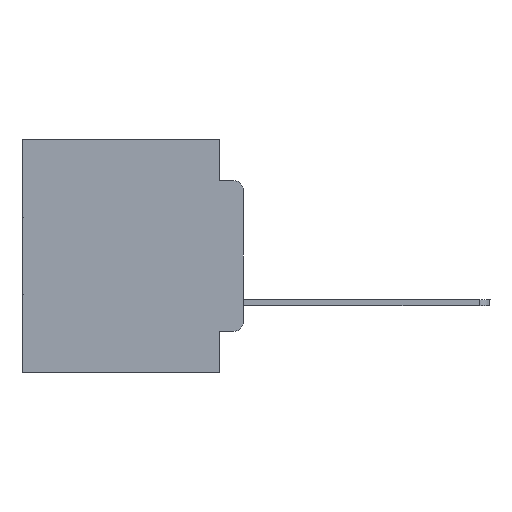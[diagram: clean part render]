
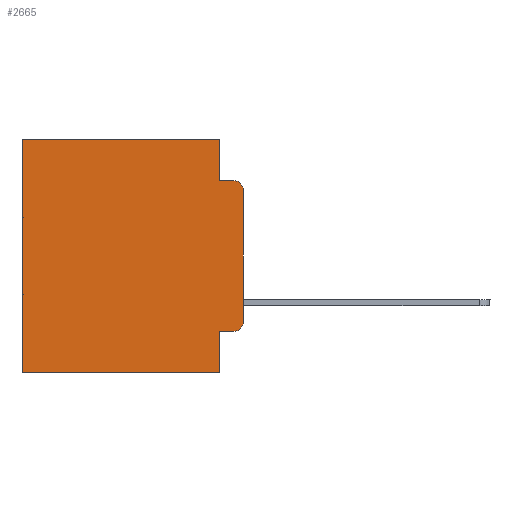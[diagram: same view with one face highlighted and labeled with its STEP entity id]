
A CAD part, left-side view. The second image highlights one B-rep face of the part: STEP entity #2665.
In plain terms, the highlighted planar face has unit normal (-1, 0, 0).
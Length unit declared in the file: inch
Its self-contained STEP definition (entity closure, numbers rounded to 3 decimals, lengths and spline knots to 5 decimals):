
#124 = ORIENTED_EDGE ( 'NONE', *, *, #12463, .F. ) ;
#502 = CARTESIAN_POINT ( 'NONE',  ( 0.298, 0.02, -0.1085 ) ) ;
#660 = DIRECTION ( 'NONE',  ( 0., 0., -1. ) ) ;
#809 = VERTEX_POINT ( 'NONE', #19943 ) ;
#870 = EDGE_CURVE ( 'NONE', #6523, #809, #11046, .T. ) ;
#1277 = LINE ( 'NONE', #3595, #11754 ) ;
#1928 = ORIENTED_EDGE ( 'NONE', *, *, #13407, .F. ) ;
#2199 = DIRECTION ( 'NONE',  ( 0., 0., -1. ) ) ;
#2665 = ADVANCED_FACE ( 'NONE', ( #6306 ), #4003, .F. ) ;
#2895 = EDGE_LOOP ( 'NONE', ( #1928, #18341, #14560, #124, #6475, #22666, #10249, #17204, #12830, #27212 ) ) ;
#3065 = VERTEX_POINT ( 'NONE', #19067 ) ;
#3595 = CARTESIAN_POINT ( 'NONE',  ( 0.298, 0., 0. ) ) ;
#4003 = PLANE ( 'NONE',  #26333 ) ;
#5749 = EDGE_CURVE ( 'NONE', #14461, #11873, #8407, .T. ) ;
#6165 = CARTESIAN_POINT ( 'NONE',  ( 0.298, 0., -0.5 ) ) ;
#6243 = CARTESIAN_POINT ( 'NONE',  ( 0.298, 0.051, -0.5 ) ) ;
#6306 = FACE_OUTER_BOUND ( 'NONE', #2895, .T. ) ;
#6469 = LINE ( 'NONE', #6165, #12197 ) ;
#6475 = ORIENTED_EDGE ( 'NONE', *, *, #22665, .T. ) ;
#6523 = VERTEX_POINT ( 'NONE', #27364 ) ;
#6958 = CARTESIAN_POINT ( 'NONE',  ( 0.298, 0., 0. ) ) ;
#8211 = EDGE_CURVE ( 'NONE', #9481, #11873, #26521, .T. ) ;
#8407 = LINE ( 'NONE', #17843, #22421 ) ;
#8431 = LINE ( 'NONE', #27146, #23737 ) ;
#8499 = DIRECTION ( 'NONE',  ( -1., 0., 0. ) ) ;
#8523 = CARTESIAN_POINT ( 'NONE',  ( 0.298, 0.051, -0.4115 ) ) ;
#8706 = EDGE_CURVE ( 'NONE', #17406, #27970, #6469, .T. ) ;
#9198 = CARTESIAN_POINT ( 'NONE',  ( 0.298, 0.051, -0.4115 ) ) ;
#9406 = CARTESIAN_POINT ( 'NONE',  ( 0.298, 0.051, 0. ) ) ;
#9481 = VERTEX_POINT ( 'NONE', #17648 ) ;
#9563 = DIRECTION ( 'NONE',  ( 0., 0., -1. ) ) ;
#9932 = VECTOR ( 'NONE', #28061, 39.37008 ) ;
#10043 = VECTOR ( 'NONE', #9563, 39.37008 ) ;
#10249 = ORIENTED_EDGE ( 'NONE', *, *, #8706, .F. ) ;
#11046 = CIRCLE ( 'NONE', #13537, 0.02 ) ;
#11107 = DIRECTION ( 'NONE',  ( 0., 1., 0. ) ) ;
#11754 = VECTOR ( 'NONE', #13316, 39.37008 ) ;
#11873 = VERTEX_POINT ( 'NONE', #26308 ) ;
#12197 = VECTOR ( 'NONE', #11107, 39.37008 ) ;
#12233 = VERTEX_POINT ( 'NONE', #30435 ) ;
#12298 = VECTOR ( 'NONE', #20028, 39.37008 ) ;
#12463 = EDGE_CURVE ( 'NONE', #3065, #14461, #15703, .T. ) ;
#12830 = ORIENTED_EDGE ( 'NONE', *, *, #15773, .T. ) ;
#13316 = DIRECTION ( 'NONE',  ( 0., 1., 0. ) ) ;
#13367 = DIRECTION ( 'NONE',  ( 0., -1., 0. ) ) ;
#13389 = CARTESIAN_POINT ( 'NONE',  ( 0.298, 0.051, 0. ) ) ;
#13407 = EDGE_CURVE ( 'NONE', #9481, #809, #23190, .T. ) ;
#13537 = AXIS2_PLACEMENT_3D ( 'NONE', #27975, #8499, #15768 ) ;
#13864 = VECTOR ( 'NONE', #2199, 39.37008 ) ;
#14461 = VERTEX_POINT ( 'NONE', #17489 ) ;
#14560 = ORIENTED_EDGE ( 'NONE', *, *, #5749, .F. ) ;
#15703 = LINE ( 'NONE', #13389, #12298 ) ;
#15768 = DIRECTION ( 'NONE',  ( 0., 0., -1. ) ) ;
#15773 = EDGE_CURVE ( 'NONE', #19254, #6523, #20940, .T. ) ;
#16331 = DIRECTION ( 'NONE',  ( 1., 0., 0. ) ) ;
#17204 = ORIENTED_EDGE ( 'NONE', *, *, #29431, .F. ) ;
#17406 = VERTEX_POINT ( 'NONE', #6243 ) ;
#17489 = CARTESIAN_POINT ( 'NONE',  ( 0.298, 0.051, -0.0885 ) ) ;
#17648 = CARTESIAN_POINT ( 'NONE',  ( 0.298, 0., -0.1085 ) ) ;
#17843 = CARTESIAN_POINT ( 'NONE',  ( 0.298, 0.051, -0.0885 ) ) ;
#18341 = ORIENTED_EDGE ( 'NONE', *, *, #8211, .T. ) ;
#19067 = CARTESIAN_POINT ( 'NONE',  ( 0.298, 0.051, 0. ) ) ;
#19254 = VERTEX_POINT ( 'NONE', #8523 ) ;
#19262 = CARTESIAN_POINT ( 'NONE',  ( 0.298, 0., 0. ) ) ;
#19943 = CARTESIAN_POINT ( 'NONE',  ( 0.298, 0., -0.3915 ) ) ;
#20028 = DIRECTION ( 'NONE',  ( 0., 0., -1. ) ) ;
#20940 = LINE ( 'NONE', #9198, #9932 ) ;
#21929 = CARTESIAN_POINT ( 'NONE',  ( 0.298, 0.473, -0.5 ) ) ;
#22421 = VECTOR ( 'NONE', #13367, 39.37008 ) ;
#22635 = AXIS2_PLACEMENT_3D ( 'NONE', #502, #24120, #660 ) ;
#22665 = EDGE_CURVE ( 'NONE', #3065, #12233, #1277, .T. ) ;
#22666 = ORIENTED_EDGE ( 'NONE', *, *, #27493, .T. ) ;
#23190 = LINE ( 'NONE', #6958, #13864 ) ;
#23469 = LINE ( 'NONE', #9406, #10043 ) ;
#23737 = VECTOR ( 'NONE', #26674, 39.37008 ) ;
#23887 = DIRECTION ( 'NONE',  ( 0., 0., -1. ) ) ;
#24120 = DIRECTION ( 'NONE',  ( -1., 0., 0. ) ) ;
#26308 = CARTESIAN_POINT ( 'NONE',  ( 0.298, 0.02, -0.0885 ) ) ;
#26333 = AXIS2_PLACEMENT_3D ( 'NONE', #19262, #16331, #23887 ) ;
#26521 = CIRCLE ( 'NONE', #22635, 0.02 ) ;
#26674 = DIRECTION ( 'NONE',  ( 0., 0., -1. ) ) ;
#27146 = CARTESIAN_POINT ( 'NONE',  ( 0.298, 0.473, 0. ) ) ;
#27212 = ORIENTED_EDGE ( 'NONE', *, *, #870, .T. ) ;
#27364 = CARTESIAN_POINT ( 'NONE',  ( 0.298, 0.02, -0.4115 ) ) ;
#27493 = EDGE_CURVE ( 'NONE', #12233, #27970, #8431, .T. ) ;
#27970 = VERTEX_POINT ( 'NONE', #21929 ) ;
#27975 = CARTESIAN_POINT ( 'NONE',  ( 0.298, 0.02, -0.3915 ) ) ;
#28061 = DIRECTION ( 'NONE',  ( 0., -1., 0. ) ) ;
#29431 = EDGE_CURVE ( 'NONE', #19254, #17406, #23469, .T. ) ;
#30435 = CARTESIAN_POINT ( 'NONE',  ( 0.298, 0.473, 0. ) ) ;
